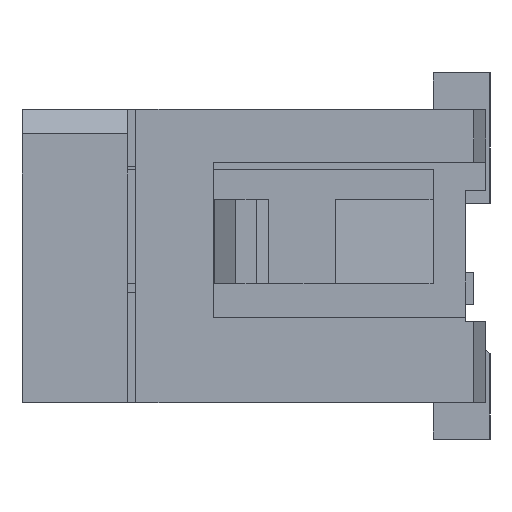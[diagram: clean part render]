
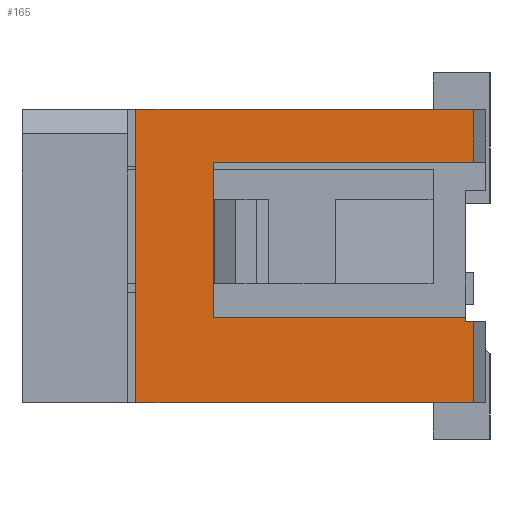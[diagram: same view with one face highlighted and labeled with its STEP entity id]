
A CAD part, left-side view. The second image highlights one B-rep face of the part: STEP entity #165.
In plain terms, the highlighted planar face has unit normal (-1, 0, 0).
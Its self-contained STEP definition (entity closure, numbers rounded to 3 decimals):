
#165=ADVANCED_FACE('',(#846),#847,.F.);
#846=FACE_OUTER_BOUND('',#2121,.T.);
#847=PLANE('',#2122);
#2121=EDGE_LOOP('',(#3396,#3397,#3398,#3399,#3400,#3401,#3402,#3403,#3404,#3405));
#2122=AXIS2_PLACEMENT_3D('',#3406,#3407,#3408);
#3396=ORIENTED_EDGE('',*,*,#8726,.F.);
#3397=ORIENTED_EDGE('',*,*,#8727,.F.);
#3398=ORIENTED_EDGE('',*,*,#8728,.F.);
#3399=ORIENTED_EDGE('',*,*,#8729,.F.);
#3400=ORIENTED_EDGE('',*,*,#8730,.T.);
#3401=ORIENTED_EDGE('',*,*,#8731,.F.);
#3402=ORIENTED_EDGE('',*,*,#8732,.F.);
#3403=ORIENTED_EDGE('',*,*,#8733,.F.);
#3404=ORIENTED_EDGE('',*,*,#8734,.F.);
#3405=ORIENTED_EDGE('',*,*,#8735,.T.);
#3406=CARTESIAN_POINT('',(-9.425,0.0,0.0));
#3407=DIRECTION('',(1.0,0.0,0.0));
#3408=DIRECTION('',(0.0,1.0,0.0));
#8726=EDGE_CURVE('',#10539,#10540,#10541,.T.);
#8727=EDGE_CURVE('',#10542,#10539,#10543,.T.);
#8728=EDGE_CURVE('',#10544,#10542,#10545,.T.);
#8729=EDGE_CURVE('',#10546,#10544,#10547,.T.);
#8730=EDGE_CURVE('',#10546,#10548,#10549,.T.);
#8731=EDGE_CURVE('',#10550,#10548,#10551,.T.);
#8732=EDGE_CURVE('',#10552,#10550,#10553,.T.);
#8733=EDGE_CURVE('',#10554,#10552,#10555,.T.);
#8734=EDGE_CURVE('',#10556,#10554,#10557,.T.);
#8735=EDGE_CURVE('',#10556,#10540,#10558,.T.);
#10539=VERTEX_POINT('',#13362);
#10540=VERTEX_POINT('',#13363);
#10541=LINE('',#13364,#13365);
#10542=VERTEX_POINT('',#13366);
#10543=LINE('',#13367,#13368);
#10544=VERTEX_POINT('',#13369);
#10545=LINE('',#13370,#13371);
#10546=VERTEX_POINT('',#13372);
#10547=LINE('',#13373,#13374);
#10548=VERTEX_POINT('',#13375);
#10549=LINE('',#13376,#13377);
#10550=VERTEX_POINT('',#13378);
#10551=LINE('',#13379,#13380);
#10552=VERTEX_POINT('',#13381);
#10553=LINE('',#13382,#13383);
#10554=VERTEX_POINT('',#13384);
#10555=LINE('',#13385,#13386);
#10556=VERTEX_POINT('',#13387);
#10557=LINE('',#13388,#13389);
#10558=LINE('',#13390,#13391);
#13362=CARTESIAN_POINT('',(-9.425,0.15,-1.8));
#13363=CARTESIAN_POINT('',(-9.425,4.3,-1.8));
#13364=CARTESIAN_POINT('',(-9.425,0.15,-1.8));
#13365=VECTOR('',#17832,4.15);
#13366=CARTESIAN_POINT('',(-9.425,0.15,-0.8));
#13367=CARTESIAN_POINT('',(-9.425,0.15,-0.8));
#13368=VECTOR('',#17833,1.0);
#13369=CARTESIAN_POINT('',(-9.425,0.25,-0.8));
#13370=CARTESIAN_POINT('',(-9.425,0.25,-0.8));
#13371=VECTOR('',#17834,0.1);
#13372=CARTESIAN_POINT('',(-9.425,0.25,-0.75));
#13373=CARTESIAN_POINT('',(-9.425,0.25,-0.75));
#13374=VECTOR('',#17835,0.05);
#13375=CARTESIAN_POINT('',(-9.425,3.35,-0.75));
#13376=CARTESIAN_POINT('',(-9.425,0.25,-0.75));
#13377=VECTOR('',#17836,3.1);
#13378=CARTESIAN_POINT('',(-9.425,3.35,1.15));
#13379=CARTESIAN_POINT('',(-9.425,3.35,1.15));
#13380=VECTOR('',#17837,1.9);
#13381=CARTESIAN_POINT('',(-9.425,0.15,1.15));
#13382=CARTESIAN_POINT('',(-9.425,0.15,1.15));
#13383=VECTOR('',#17838,3.2);
#13384=CARTESIAN_POINT('',(-9.425,0.15,1.8));
#13385=CARTESIAN_POINT('',(-9.425,0.15,1.8));
#13386=VECTOR('',#17839,0.65);
#13387=CARTESIAN_POINT('',(-9.425,4.3,1.8));
#13388=CARTESIAN_POINT('',(-9.425,4.3,1.8));
#13389=VECTOR('',#17840,4.15);
#13390=CARTESIAN_POINT('',(-9.425,4.3,1.8));
#13391=VECTOR('',#17841,3.6);
#17832=DIRECTION('',(0.0,1.0,0.0));
#17833=DIRECTION('',(0.0,0.0,-1.0));
#17834=DIRECTION('',(0.0,-1.0,0.0));
#17835=DIRECTION('',(0.0,0.0,-1.0));
#17836=DIRECTION('',(0.0,1.0,0.0));
#17837=DIRECTION('',(0.0,0.0,-1.0));
#17838=DIRECTION('',(0.0,1.0,0.0));
#17839=DIRECTION('',(0.0,0.0,-1.0));
#17840=DIRECTION('',(0.0,-1.0,0.0));
#17841=DIRECTION('',(0.0,0.0,-1.0));
